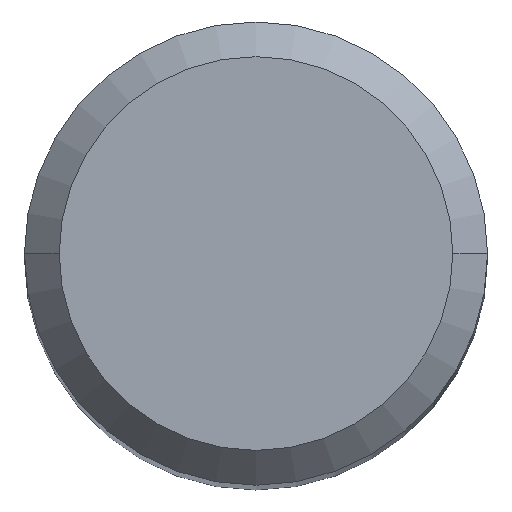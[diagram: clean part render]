
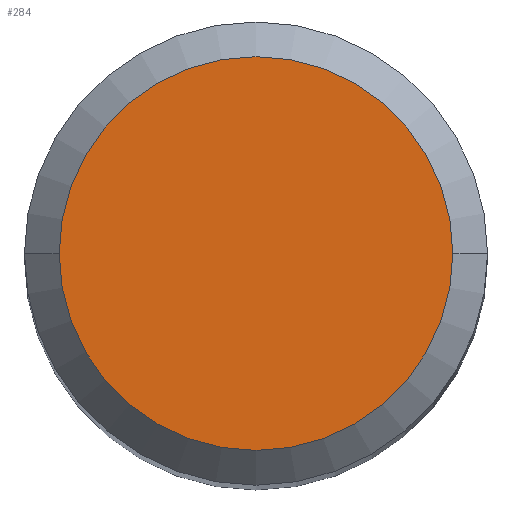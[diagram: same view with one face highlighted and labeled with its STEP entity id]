
A CAD part, top view. The second image highlights one B-rep face of the part: STEP entity #284.
In plain terms, the highlighted planar face has unit normal (0, 0, 1).
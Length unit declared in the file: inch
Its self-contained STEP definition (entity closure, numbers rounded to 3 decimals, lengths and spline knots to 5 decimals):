
#11 = CARTESIAN_POINT ( 'NONE',  ( 0., 0., 0. ) ) ;
#44 = DIRECTION ( 'NONE',  ( 1., 0., 0. ) ) ;
#99 = DIRECTION ( 'NONE',  ( 0., 0., 1. ) ) ;
#113 = DIRECTION ( 'NONE',  ( 0., 0., -1. ) ) ;
#121 = AXIS2_PLACEMENT_3D ( 'NONE', #425, #113, #383 ) ;
#130 = EDGE_LOOP ( 'NONE', ( #319, #313 ) ) ;
#142 = CARTESIAN_POINT ( 'NONE',  ( 0.10039, 0., 0. ) ) ;
#151 = AXIS2_PLACEMENT_3D ( 'NONE', #11, #380, #44 ) ;
#242 = VERTEX_POINT ( 'NONE', #142 ) ;
#256 = DIRECTION ( 'NONE',  ( 1., 0., 0. ) ) ;
#266 = CIRCLE ( 'NONE', #151, 0.10039 ) ;
#284 = ADVANCED_FACE ( 'NONE', ( #301 ), #423, .F. ) ;
#297 = EDGE_CURVE ( 'NONE', #242, #476, #266, .T. ) ;
#301 = FACE_OUTER_BOUND ( 'NONE', #130, .T. ) ;
#310 = AXIS2_PLACEMENT_3D ( 'NONE', #449, #99, #256 ) ;
#313 = ORIENTED_EDGE ( 'NONE', *, *, #297, .T. ) ;
#319 = ORIENTED_EDGE ( 'NONE', *, *, #467, .T. ) ;
#350 = CIRCLE ( 'NONE', #310, 0.10039 ) ;
#380 = DIRECTION ( 'NONE',  ( 0., 0., 1. ) ) ;
#383 = DIRECTION ( 'NONE',  ( -1., 0., 0. ) ) ;
#423 = PLANE ( 'NONE',  #121 ) ;
#425 = CARTESIAN_POINT ( 'NONE',  ( 0., 0., 0. ) ) ;
#442 = CARTESIAN_POINT ( 'NONE',  ( -0.10039, 0., 0. ) ) ;
#449 = CARTESIAN_POINT ( 'NONE',  ( 0., 0., 0. ) ) ;
#467 = EDGE_CURVE ( 'NONE', #476, #242, #350, .T. ) ;
#476 = VERTEX_POINT ( 'NONE', #442 ) ;
